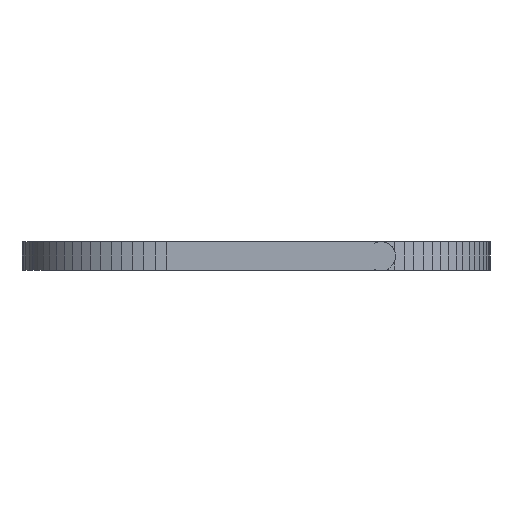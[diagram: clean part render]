
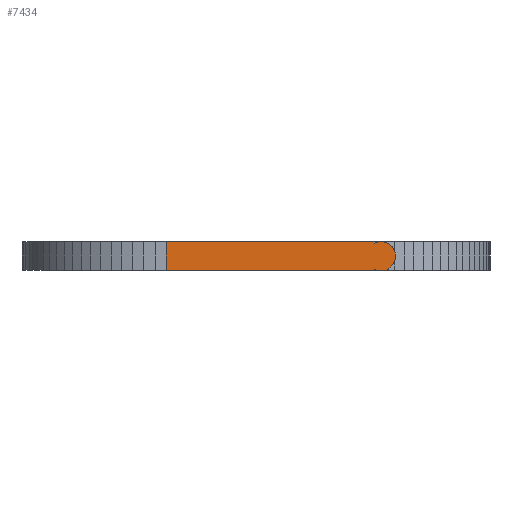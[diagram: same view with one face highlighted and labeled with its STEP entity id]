
A CAD part, left-side view. The second image highlights one B-rep face of the part: STEP entity #7434.
In plain terms, the highlighted planar face has unit normal (-1, 0, 0).
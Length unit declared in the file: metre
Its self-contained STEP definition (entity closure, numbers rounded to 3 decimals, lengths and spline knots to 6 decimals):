
#55=CIRCLE('',#7836,0.002524);
#56=CIRCLE('',#7837,0.002524);
#57=CIRCLE('',#7838,0.002524);
#58=CIRCLE('',#7839,0.002524);
#588=ORIENTED_EDGE('',*,*,#2765,.T.);
#589=ORIENTED_EDGE('',*,*,#2509,.T.);
#590=ORIENTED_EDGE('',*,*,#2780,.F.);
#591=ORIENTED_EDGE('',*,*,#2422,.F.);
#592=ORIENTED_EDGE('',*,*,#2781,.T.);
#593=ORIENTED_EDGE('',*,*,#2782,.T.);
#594=ORIENTED_EDGE('',*,*,#2503,.T.);
#595=ORIENTED_EDGE('',*,*,#2783,.T.);
#596=ORIENTED_EDGE('',*,*,#2784,.F.);
#597=ORIENTED_EDGE('',*,*,#2785,.T.);
#598=ORIENTED_EDGE('',*,*,#2786,.F.);
#599=ORIENTED_EDGE('',*,*,#2787,.T.);
#2422=EDGE_CURVE('',#3526,#3527,#4262,.T.);
#2503=EDGE_CURVE('',#3608,#3607,#4343,.T.);
#2509=EDGE_CURVE('',#3613,#3614,#4346,.T.);
#2765=EDGE_CURVE('',#3866,#3613,#4600,.T.);
#2780=EDGE_CURVE('',#3527,#3614,#4610,.T.);
#2781=EDGE_CURVE('',#3526,#3873,#4611,.T.);
#2782=EDGE_CURVE('',#3873,#3608,#55,.T.);
#2783=EDGE_CURVE('',#3607,#3874,#56,.T.);
#2784=EDGE_CURVE('',#3875,#3874,#4612,.T.);
#2785=EDGE_CURVE('',#3875,#3876,#57,.T.);
#2786=EDGE_CURVE('',#3877,#3876,#4613,.T.);
#2787=EDGE_CURVE('',#3877,#3866,#58,.T.);
#3526=VERTEX_POINT('',#10427);
#3527=VERTEX_POINT('',#10428);
#3607=VERTEX_POINT('',#10588);
#3608=VERTEX_POINT('',#10590);
#3613=VERTEX_POINT('',#10602);
#3614=VERTEX_POINT('',#10603);
#3866=VERTEX_POINT('',#11114);
#3873=VERTEX_POINT('',#11142);
#3874=VERTEX_POINT('',#11145);
#3875=VERTEX_POINT('',#11147);
#3876=VERTEX_POINT('',#11149);
#3877=VERTEX_POINT('',#11151);
#4262=LINE('',#10426,#5337);
#4343=LINE('',#10589,#5418);
#4346=LINE('',#10601,#5421);
#4600=LINE('',#11113,#5675);
#4610=LINE('',#11140,#5685);
#4611=LINE('',#11141,#5686);
#4612=LINE('',#11146,#5687);
#4613=LINE('',#11150,#5688);
#5337=VECTOR('',#8382,1.);
#5418=VECTOR('',#8463,1.);
#5421=VECTOR('',#8474,1.);
#5675=VECTOR('',#8738,1.);
#5685=VECTOR('',#8768,1.);
#5686=VECTOR('',#8769,1.);
#5687=VECTOR('',#8774,1.);
#5688=VECTOR('',#8777,1.);
#6282=EDGE_LOOP('',(#588,#589,#590,#591,#592,#593,#594,#595,#596,#597,#598,
#599));
#6682=FACE_BOUND('',#6282,.T.);
#7066=PLANE('',#7835);
#7434=ADVANCED_FACE('',(#6682),#7066,.T.);
#7835=AXIS2_PLACEMENT_3D('',#11139,#8766,#8767);
#7836=AXIS2_PLACEMENT_3D('',#11143,#8770,#8771);
#7837=AXIS2_PLACEMENT_3D('',#11144,#8772,#8773);
#7838=AXIS2_PLACEMENT_3D('',#11148,#8775,#8776);
#7839=AXIS2_PLACEMENT_3D('',#11152,#8778,#8779);
#8382=DIRECTION('',(0.,1.,0.));
#8463=DIRECTION('',(0.,-1.,0.));
#8474=DIRECTION('',(0.,1.,0.));
#8738=DIRECTION('',(0.,0.,1.));
#8766=DIRECTION('',(-1.,0.,0.));
#8767=DIRECTION('',(0.,-1.,0.));
#8768=DIRECTION('',(0.,0.,1.));
#8769=DIRECTION('',(0.,0.,1.));
#8770=DIRECTION('',(-1.,0.,0.));
#8771=DIRECTION('',(0.,-1.,0.));
#8772=DIRECTION('',(-1.,0.,0.));
#8773=DIRECTION('',(0.,-1.,0.));
#8774=DIRECTION('',(0.,0.925,-0.381));
#8775=DIRECTION('',(-1.,0.,0.));
#8776=DIRECTION('',(0.,-1.,0.));
#8777=DIRECTION('',(0.,0.822,-0.569));
#8778=DIRECTION('',(-1.,0.,0.));
#8779=DIRECTION('',(0.,-1.,0.));
#10426=CARTESIAN_POINT('',(-0.054999,-0.021837,0.));
#10427=CARTESIAN_POINT('',(-0.054999,-0.021837,0.));
#10428=CARTESIAN_POINT('',(-0.054999,0.014163,0.));
#10588=CARTESIAN_POINT('',(-0.054999,-0.023541,0.));
#10589=CARTESIAN_POINT('',(-0.054999,0.006422,0.));
#10590=CARTESIAN_POINT('',(-0.054999,-0.022386,0.));
#10601=CARTESIAN_POINT('',(-0.054999,-0.021837,0.005));
#10602=CARTESIAN_POINT('',(-0.054999,-0.021837,0.005));
#10603=CARTESIAN_POINT('',(-0.054999,0.014163,0.005));
#11113=CARTESIAN_POINT('',(-0.054999,-0.021837,0.));
#11114=CARTESIAN_POINT('',(-0.054999,-0.021837,0.004716));
#11139=CARTESIAN_POINT('',(-0.054999,-0.000837,0.005));
#11140=CARTESIAN_POINT('',(-0.054999,0.014163,0.));
#11141=CARTESIAN_POINT('',(-0.054999,-0.021837,0.));
#11142=CARTESIAN_POINT('',(-0.054999,-0.021837,0.000198));
#11143=CARTESIAN_POINT('',(-0.054999,-0.022964,0.002457));
#11144=CARTESIAN_POINT('',(-0.054999,-0.022964,0.002457));
#11145=CARTESIAN_POINT('',(-0.054999,-0.023794,0.000074));
#11146=CARTESIAN_POINT('',(-0.054999,-0.023655,0.000016));
#11147=CARTESIAN_POINT('',(-0.054999,-0.024052,0.00018));
#11148=CARTESIAN_POINT('',(-0.054999,-0.022964,0.002457));
#11149=CARTESIAN_POINT('',(-0.054999,-0.02423,0.000274));
#11150=CARTESIAN_POINT('',(-0.054999,-0.024156,0.000223));
#11151=CARTESIAN_POINT('',(-0.054999,-0.024562,0.000504));
#11152=CARTESIAN_POINT('',(-0.054999,-0.022964,0.002457));
